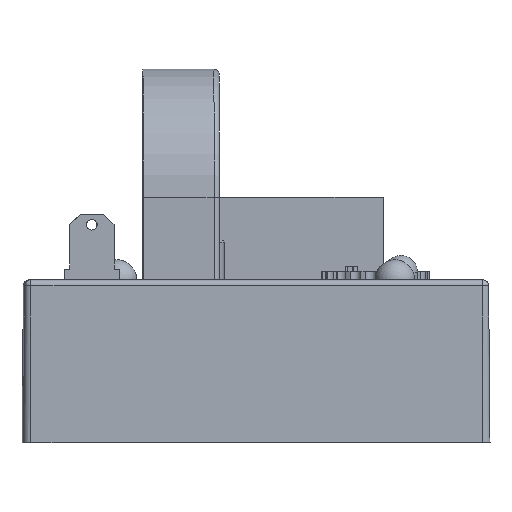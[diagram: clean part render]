
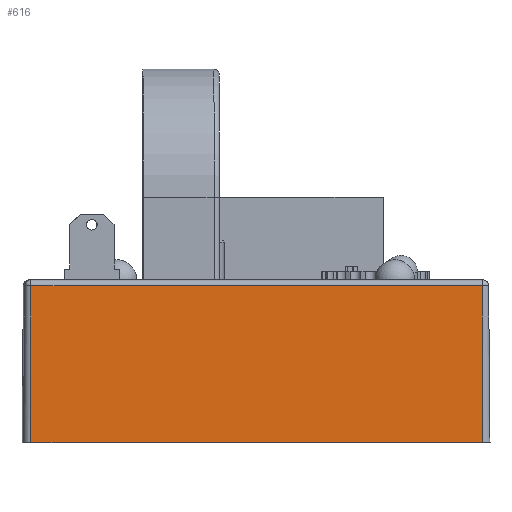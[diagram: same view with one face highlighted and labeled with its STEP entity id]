
A CAD part, left-side view. The second image highlights one B-rep face of the part: STEP entity #616.
In plain terms, the highlighted planar face has unit normal (-1, -0.002, 0.009).
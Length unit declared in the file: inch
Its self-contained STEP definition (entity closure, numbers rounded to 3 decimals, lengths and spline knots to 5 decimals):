
#370 = VERTEX_POINT ( 'NONE', #5644 ) ;
#503 = VERTEX_POINT ( 'NONE', #6844 ) ;
#505 = EDGE_CURVE ( 'NONE', #503, #506, #6843, .T. ) ;
#506 = VERTEX_POINT ( 'NONE', #6829 ) ;
#538 = EDGE_CURVE ( 'NONE', #503, #652, #6929, .T. ) ;
#539 = ORIENTED_EDGE ( 'NONE', *, *, #636, .T. ) ;
#540 = ORIENTED_EDGE ( 'NONE', *, *, #541, .T. ) ;
#541 = EDGE_CURVE ( 'NONE', #370, #506, #6713, .T. ) ;
#542 = ORIENTED_EDGE ( 'NONE', *, *, #505, .F. ) ;
#616 = ADVANCED_FACE ( 'NONE', ( #6702 ), #6701, .T. ) ;
#617 = ORIENTED_EDGE ( 'NONE', *, *, #538, .T. ) ;
#636 = EDGE_CURVE ( 'NONE', #652, #370, #7264, .T. ) ;
#637 = EDGE_LOOP ( 'NONE', ( #617, #539, #540, #542 ) ) ;
#652 = VERTEX_POINT ( 'NONE', #7422 ) ;
#5644 = CARTESIAN_POINT ( 'NONE',  ( -1.89594, 1.78926, -0.53687 ) ) ;
#6699 = CARTESIAN_POINT ( 'NONE',  ( -1.89782, -0.80029, -1.42217 ) ) ;
#6700 = AXIS2_PLACEMENT_3D ( 'NONE', #6699, #7238, #7230 ) ;
#6701 = PLANE ( 'NONE',  #6700 ) ;
#6702 = FACE_OUTER_BOUND ( 'NONE', #637, .T. ) ;
#6707 = CARTESIAN_POINT ( 'NONE',  ( -1.90366, 1.78924, -1.42217 ) ) ;
#6708 = CARTESIAN_POINT ( 'NONE',  ( -1.90109, 1.78925, -1.12707 ) ) ;
#6709 = CARTESIAN_POINT ( 'NONE',  ( -1.89851, 1.78925, -0.83197 ) ) ;
#6710 = CARTESIAN_POINT ( 'NONE',  ( -1.89594, 1.78926, -0.53687 ) ) ;
#6713 = B_SPLINE_CURVE_WITH_KNOTS ( 'NONE', 3,
 ( #6710, #6709, #6708, #6707 ),
 .UNSPECIFIED., .F., .F.,
 ( 4, 4 ),
 ( 0.40745, 0.59992 ),
 .UNSPECIFIED. ) ;
#6829 = CARTESIAN_POINT ( 'NONE',  ( -1.90366, 1.78924, -1.42217 ) ) ;
#6830 = DIRECTION ( 'NONE',  ( -0.002, 1., 0. ) ) ;
#6841 = VECTOR ( 'NONE', #6830, 39.37008 ) ;
#6842 = CARTESIAN_POINT ( 'NONE',  ( -1.89782, -0.80029, -1.42217 ) ) ;
#6843 = LINE ( 'NONE', #6842, #6841 ) ;
#6844 = CARTESIAN_POINT ( 'NONE',  ( -1.89792, -0.75776, -1.42217 ) ) ;
#6925 = CARTESIAN_POINT ( 'NONE',  ( -1.89019, -0.75774, -0.53687 ) ) ;
#6926 = CARTESIAN_POINT ( 'NONE',  ( -1.89277, -0.75775, -0.83197 ) ) ;
#6927 = CARTESIAN_POINT ( 'NONE',  ( -1.89534, -0.75775, -1.12707 ) ) ;
#6928 = CARTESIAN_POINT ( 'NONE',  ( -1.89792, -0.75776, -1.42217 ) ) ;
#6929 = B_SPLINE_CURVE_WITH_KNOTS ( 'NONE', 3,
 ( #6928, #6927, #6926, #6925 ),
 .UNSPECIFIED., .F., .F.,
 ( 4, 4 ),
 ( 0.40008, 0.59255 ),
 .UNSPECIFIED. ) ;
#7230 = DIRECTION ( 'NONE',  ( -0.009, 0., -1. ) ) ;
#7238 = DIRECTION ( 'NONE',  ( -1., -0.002, 0.009 ) ) ;
#7261 = DIRECTION ( 'NONE',  ( -0.002, 1., 0. ) ) ;
#7262 = VECTOR ( 'NONE', #7261, 39.37008 ) ;
#7263 = CARTESIAN_POINT ( 'NONE',  ( -1.89594, 1.78926, -0.53687 ) ) ;
#7264 = LINE ( 'NONE', #7263, #7262 ) ;
#7422 = CARTESIAN_POINT ( 'NONE',  ( -1.89019, -0.75774, -0.53687 ) ) ;
